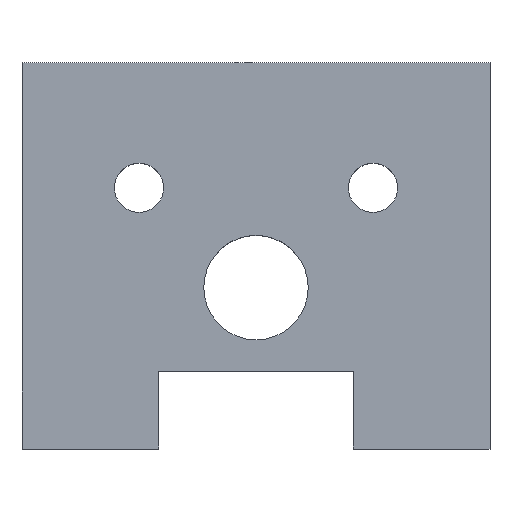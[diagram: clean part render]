
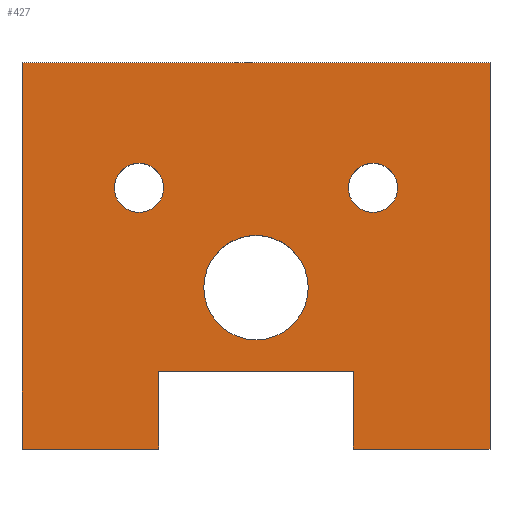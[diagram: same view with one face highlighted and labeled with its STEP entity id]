
A CAD part, top view. The second image highlights one B-rep face of the part: STEP entity #427.
In plain terms, the highlighted planar face has unit normal (0, 0, 1).
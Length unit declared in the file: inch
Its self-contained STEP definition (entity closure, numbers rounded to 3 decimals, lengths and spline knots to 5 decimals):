
#4 = DIRECTION ( 'NONE',  ( 0., 0., 1. ) ) ;
#6 = CARTESIAN_POINT ( 'NONE',  ( -0.75, 0.31465, 0.5 ) ) ;
#8 = DIRECTION ( 'NONE',  ( 1., 0., 0. ) ) ;
#9 = ORIENTED_EDGE ( 'NONE', *, *, #431, .T. ) ;
#12 = CARTESIAN_POINT ( 'NONE',  ( -1.5, 0., 0.5 ) ) ;
#13 = DIRECTION ( 'NONE',  ( 0., 0., 1. ) ) ;
#14 = CARTESIAN_POINT ( 'NONE',  ( -1.5, -1.36, 0.5 ) ) ;
#17 = CARTESIAN_POINT ( 'NONE',  ( -0.33465, -0.32535, 0.5 ) ) ;
#24 = CARTESIAN_POINT ( 'NONE',  ( 0.625, 0., 0.5 ) ) ;
#27 = ORIENTED_EDGE ( 'NONE', *, *, #547, .F. ) ;
#50 = VECTOR ( 'NONE', #330, 39.37008 ) ;
#52 = ORIENTED_EDGE ( 'NONE', *, *, #153, .F. ) ;
#54 = CARTESIAN_POINT ( 'NONE',  ( 0.75, 0.31465, 0.5 ) ) ;
#55 = FACE_BOUND ( 'NONE', #437, .T. ) ;
#56 = CIRCLE ( 'NONE', #238, 0.33465 ) ;
#60 = VERTEX_POINT ( 'NONE', #520 ) ;
#62 = ORIENTED_EDGE ( 'NONE', *, *, #336, .T. ) ;
#63 = CARTESIAN_POINT ( 'NONE',  ( -0.59252, 0.31465, 0.5 ) ) ;
#73 = DIRECTION ( 'NONE',  ( 0., -1., 0. ) ) ;
#82 = LINE ( 'NONE', #149, #434 ) ;
#85 = EDGE_CURVE ( 'NONE', #186, #209, #342, .T. ) ;
#93 = CIRCLE ( 'NONE', #407, 0.15748 ) ;
#94 = DIRECTION ( 'NONE',  ( 1., 0., 0. ) ) ;
#96 = CARTESIAN_POINT ( 'NONE',  ( -0.625, 0., 0.5 ) ) ;
#98 = DIRECTION ( 'NONE',  ( -1., 0., 0. ) ) ;
#100 = VERTEX_POINT ( 'NONE', #63 ) ;
#103 = DIRECTION ( 'NONE',  ( 0., 1., 0. ) ) ;
#104 = ORIENTED_EDGE ( 'NONE', *, *, #122, .F. ) ;
#116 = DIRECTION ( 'NONE',  ( 1., 0., 0. ) ) ;
#120 = EDGE_CURVE ( 'NONE', #100, #425, #264, .T. ) ;
#121 = LINE ( 'NONE', #24, #501 ) ;
#122 = EDGE_CURVE ( 'NONE', #175, #263, #56, .T. ) ;
#124 = VERTEX_POINT ( 'NONE', #143 ) ;
#139 = CARTESIAN_POINT ( 'NONE',  ( 0., -0.32535, 0.5 ) ) ;
#143 = CARTESIAN_POINT ( 'NONE',  ( 0.625, -0.86, 0.5 ) ) ;
#149 = CARTESIAN_POINT ( 'NONE',  ( 0., -1.36, 0.5 ) ) ;
#153 = EDGE_CURVE ( 'NONE', #157, #390, #366, .T. ) ;
#155 = CARTESIAN_POINT ( 'NONE',  ( 0.90748, 0.31465, 0.5 ) ) ;
#157 = VERTEX_POINT ( 'NONE', #187 ) ;
#158 = DIRECTION ( 'NONE',  ( 1., 0., 0. ) ) ;
#161 = VECTOR ( 'NONE', #103, 39.37008 ) ;
#175 = VERTEX_POINT ( 'NONE', #315 ) ;
#181 = AXIS2_PLACEMENT_3D ( 'NONE', #54, #364, #486 ) ;
#183 = EDGE_CURVE ( 'NONE', #60, #457, #476, .T. ) ;
#184 = LINE ( 'NONE', #408, #161 ) ;
#186 = VERTEX_POINT ( 'NONE', #14 ) ;
#187 = CARTESIAN_POINT ( 'NONE',  ( 0.59252, 0.31465, 0.5 ) ) ;
#192 = CARTESIAN_POINT ( 'NONE',  ( 0., -0.32535, 0.5 ) ) ;
#196 = CARTESIAN_POINT ( 'NONE',  ( -0.75, 0.31465, 0.5 ) ) ;
#209 = VERTEX_POINT ( 'NONE', #453 ) ;
#217 = VECTOR ( 'NONE', #275, 39.37008 ) ;
#225 = FACE_BOUND ( 'NONE', #532, .T. ) ;
#230 = ORIENTED_EDGE ( 'NONE', *, *, #522, .F. ) ;
#236 = CARTESIAN_POINT ( 'NONE',  ( 0., 0., 0.5 ) ) ;
#238 = AXIS2_PLACEMENT_3D ( 'NONE', #139, #493, #277 ) ;
#245 = DIRECTION ( 'NONE',  ( 0., 0., 1. ) ) ;
#247 = ORIENTED_EDGE ( 'NONE', *, *, #415, .F. ) ;
#248 = DIRECTION ( 'NONE',  ( -1., 0., 0. ) ) ;
#258 = ORIENTED_EDGE ( 'NONE', *, *, #559, .T. ) ;
#263 = VERTEX_POINT ( 'NONE', #17 ) ;
#264 = CIRCLE ( 'NONE', #455, 0.15748 ) ;
#268 = CIRCLE ( 'NONE', #280, 0.33465 ) ;
#271 = EDGE_CURVE ( 'NONE', #263, #175, #268, .T. ) ;
#272 = DIRECTION ( 'NONE',  ( 1., 0., 0. ) ) ;
#273 = VECTOR ( 'NONE', #98, 39.37008 ) ;
#275 = DIRECTION ( 'NONE',  ( 0., 1., 0. ) ) ;
#276 = CARTESIAN_POINT ( 'NONE',  ( -0.625, -0.86, 0.5 ) ) ;
#277 = DIRECTION ( 'NONE',  ( 1., 0., 0. ) ) ;
#280 = AXIS2_PLACEMENT_3D ( 'NONE', #192, #245, #284 ) ;
#281 = VERTEX_POINT ( 'NONE', #381 ) ;
#284 = DIRECTION ( 'NONE',  ( 1., 0., 0. ) ) ;
#292 = ORIENTED_EDGE ( 'NONE', *, *, #120, .F. ) ;
#296 = ORIENTED_EDGE ( 'NONE', *, *, #461, .F. ) ;
#308 = EDGE_LOOP ( 'NONE', ( #512, #62, #258, #296, #9, #230, #481, #247 ) ) ;
#313 = CARTESIAN_POINT ( 'NONE',  ( 0., -1.36, 0.5 ) ) ;
#315 = CARTESIAN_POINT ( 'NONE',  ( 0.33465, -0.32535, 0.5 ) ) ;
#317 = CARTESIAN_POINT ( 'NONE',  ( 0.75, 0.31465, 0.5 ) ) ;
#320 = CARTESIAN_POINT ( 'NONE',  ( -0.90748, 0.31465, 0.5 ) ) ;
#328 = ORIENTED_EDGE ( 'NONE', *, *, #435, .F. ) ;
#330 = DIRECTION ( 'NONE',  ( 1., 0., 0. ) ) ;
#332 = CARTESIAN_POINT ( 'NONE',  ( 1.5, 1.11561, 0.5 ) ) ;
#334 = FACE_OUTER_BOUND ( 'NONE', #308, .T. ) ;
#336 = EDGE_CURVE ( 'NONE', #457, #124, #555, .T. ) ;
#340 = DIRECTION ( 'NONE',  ( 0., 0., 1. ) ) ;
#342 = LINE ( 'NONE', #12, #217 ) ;
#359 = PLANE ( 'NONE',  #422 ) ;
#364 = DIRECTION ( 'NONE',  ( 0., 0., 1. ) ) ;
#366 = CIRCLE ( 'NONE', #181, 0.15748 ) ;
#369 = AXIS2_PLACEMENT_3D ( 'NONE', #196, #340, #158 ) ;
#381 = CARTESIAN_POINT ( 'NONE',  ( 1.5, -1.36, 0.5 ) ) ;
#388 = VERTEX_POINT ( 'NONE', #332 ) ;
#390 = VERTEX_POINT ( 'NONE', #155 ) ;
#392 = LINE ( 'NONE', #418, #50 ) ;
#402 = CIRCLE ( 'NONE', #369, 0.15748 ) ;
#405 = LINE ( 'NONE', #313, #273 ) ;
#407 = AXIS2_PLACEMENT_3D ( 'NONE', #317, #13, #272 ) ;
#408 = CARTESIAN_POINT ( 'NONE',  ( 1.5, 0., 0.5 ) ) ;
#411 = DIRECTION ( 'NONE',  ( 0., 1., 0. ) ) ;
#415 = EDGE_CURVE ( 'NONE', #60, #186, #82, .T. ) ;
#418 = CARTESIAN_POINT ( 'NONE',  ( 0., 1.11561, 0.5 ) ) ;
#420 = VERTEX_POINT ( 'NONE', #454 ) ;
#422 = AXIS2_PLACEMENT_3D ( 'NONE', #236, #4, #94 ) ;
#425 = VERTEX_POINT ( 'NONE', #320 ) ;
#427 = ADVANCED_FACE ( 'NONE', ( #55, #225, #506, #334 ), #359, .T. ) ;
#431 = EDGE_CURVE ( 'NONE', #281, #388, #184, .T. ) ;
#434 = VECTOR ( 'NONE', #248, 39.37008 ) ;
#435 = EDGE_CURVE ( 'NONE', #390, #157, #93, .T. ) ;
#437 = EDGE_LOOP ( 'NONE', ( #480, #104 ) ) ;
#450 = DIRECTION ( 'NONE',  ( 0., 0., 1. ) ) ;
#453 = CARTESIAN_POINT ( 'NONE',  ( -1.5, 1.11561, 0.5 ) ) ;
#454 = CARTESIAN_POINT ( 'NONE',  ( 0.625, -1.36, 0.5 ) ) ;
#455 = AXIS2_PLACEMENT_3D ( 'NONE', #6, #450, #8 ) ;
#457 = VERTEX_POINT ( 'NONE', #276 ) ;
#461 = EDGE_CURVE ( 'NONE', #281, #420, #405, .T. ) ;
#466 = CARTESIAN_POINT ( 'NONE',  ( 0., -0.86, 0.5 ) ) ;
#471 = VECTOR ( 'NONE', #411, 39.37008 ) ;
#476 = LINE ( 'NONE', #96, #471 ) ;
#480 = ORIENTED_EDGE ( 'NONE', *, *, #271, .F. ) ;
#481 = ORIENTED_EDGE ( 'NONE', *, *, #85, .F. ) ;
#486 = DIRECTION ( 'NONE',  ( 1., 0., 0. ) ) ;
#493 = DIRECTION ( 'NONE',  ( 0., 0., 1. ) ) ;
#501 = VECTOR ( 'NONE', #73, 39.37008 ) ;
#506 = FACE_BOUND ( 'NONE', #554, .T. ) ;
#512 = ORIENTED_EDGE ( 'NONE', *, *, #183, .T. ) ;
#520 = CARTESIAN_POINT ( 'NONE',  ( -0.625, -1.36, 0.5 ) ) ;
#521 = VECTOR ( 'NONE', #116, 39.37008 ) ;
#522 = EDGE_CURVE ( 'NONE', #209, #388, #392, .T. ) ;
#532 = EDGE_LOOP ( 'NONE', ( #52, #328 ) ) ;
#547 = EDGE_CURVE ( 'NONE', #425, #100, #402, .T. ) ;
#554 = EDGE_LOOP ( 'NONE', ( #27, #292 ) ) ;
#555 = LINE ( 'NONE', #466, #521 ) ;
#559 = EDGE_CURVE ( 'NONE', #124, #420, #121, .T. ) ;
